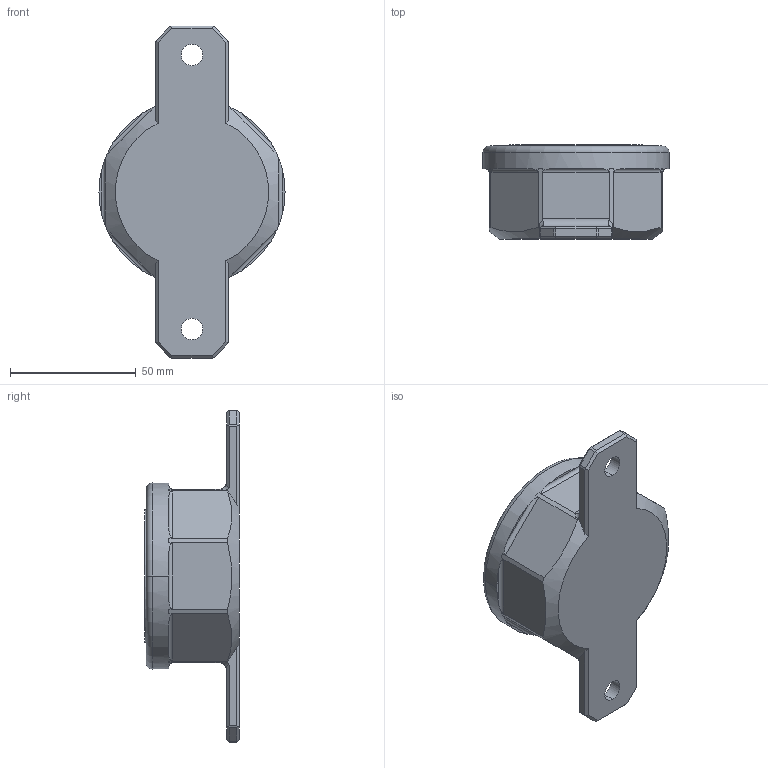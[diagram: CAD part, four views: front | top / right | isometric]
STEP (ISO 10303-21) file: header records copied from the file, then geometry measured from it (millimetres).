
FILE_DESCRIPTION((''),'2;1');
FILE_NAME('158503_SW','2011-10-06T',('banengservice'),('BANNER ENGINEERING'),'PRO/ENGINEER BY PARAMETRIC TECHNOLOGY CORPORATION, 2009141','PRO/ENGINEER BY PARAMETRIC TECHNOLOGY CORPORATION, 2009141','');
FILE_SCHEMA(('CONFIG_CONTROL_DESIGN'));
Length unit declared in the file: inch
Products named in the file (1): 158503_SW
Bounding box: 73.96 x 37.5 x 132 mm (x, y, z)
Volume: 91540 mm3; surface area: 37076.8 mm2
Topology: 2 solids, 2 shells, 107 faces, 293 edges, 194 vertices
Faces by surface type: plane 71, cylinder 32, cone 2, torus 2
Entity records: 3706 total; most frequent: CARTESIAN_POINT 1009, ORIENTED_EDGE 586, DIRECTION 495, EDGE_CURVE 293, VERTEX_POINT 194, VECTOR 181, LINE 181, AXIS2_PLACEMENT_3D 157
